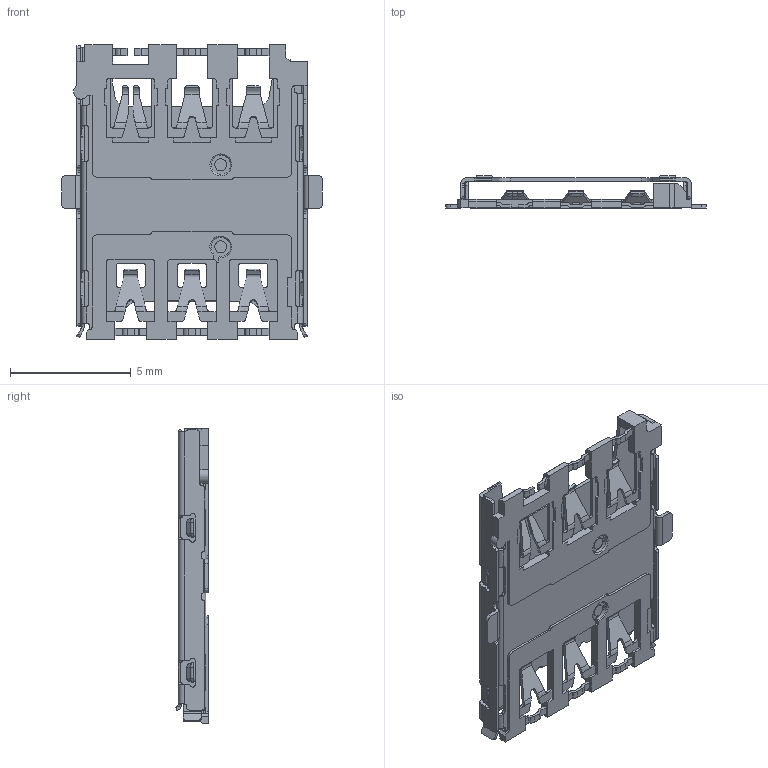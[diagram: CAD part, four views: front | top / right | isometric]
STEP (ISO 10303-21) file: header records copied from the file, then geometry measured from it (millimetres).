
FILE_DESCRIPTION( ( 'STEP AP203' ), '1' );
FILE_NAME( 'SIM8055-6-1-14-00-A.stp', '2021-07-06T10:38:49', ( 'License CC BY-ND 4.0' ), ( 'CADENAS' ), ' ', 'PARTsolutions', ' ' );
FILE_SCHEMA( ( 'CONFIG_CONTROL_DESIGN' ) );
Length unit declared in the file: millimetre
Products named in the file (2): SIM8055-6-1-14-00-A; µ¹½Ç1
Assembly tree (1 placements, depth 2):
  SIM8055-6-1-14-00-A
    µ¹½Ç1
Bounding box: 10.8 x 1.35 x 12.2 mm (x, y, z)
Volume: 38 mm3; surface area: 465.3 mm2
Topology: 1 solids, 1 shells, 996 faces, 2831 edges, 1794 vertices
Faces by surface type: plane 575, cylinder 358, bspline 61, cone 2
Full cylindrical faces by diameter (mm): 0.5 x2, 0.8 x1
Entity records: 33900 total; most frequent: CARTESIAN_POINT 8354, ORIENTED_EDGE 5616, DIRECTION 4992, EDGE_CURVE 2808, LINE 1940, VECTOR 1940, VERTEX_POINT 1791, AXIS2_PLACEMENT_3D 1526
